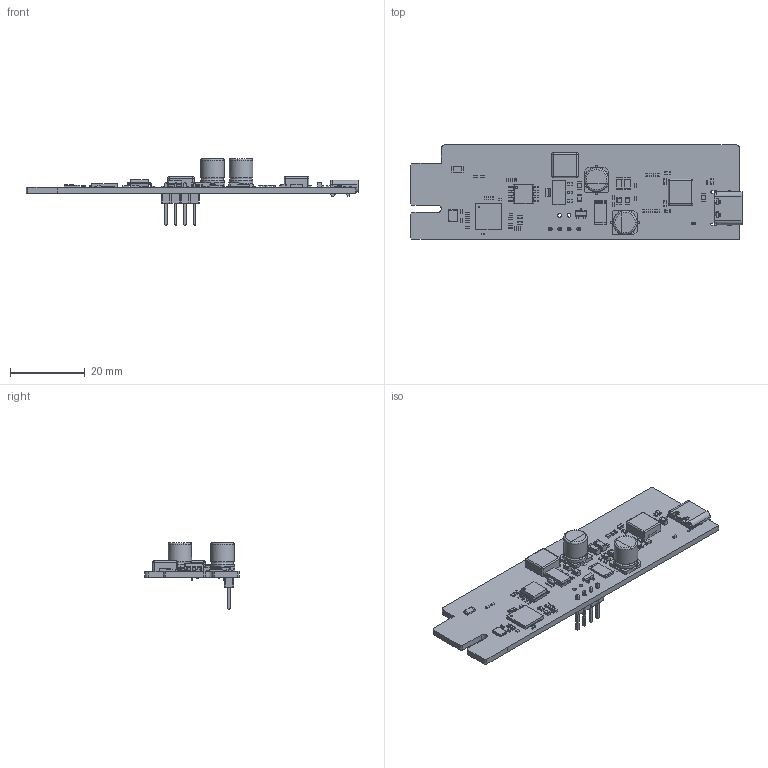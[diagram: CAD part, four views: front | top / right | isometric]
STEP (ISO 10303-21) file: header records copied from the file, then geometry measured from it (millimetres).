
FILE_DESCRIPTION(('KiCad electronic assembly'),'2;1');
FILE_NAME('charger-module.step','2024-07-07T19:25:16',('Pcbnew'),( 'Kicad'),'Open CASCADE STEP processor 7.6','KiCad to STEP converter' ,'Unknown');
FILE_SCHEMA(('AUTOMOTIVE_DESIGN { 1 0 10303 214 1 1 1 1 }'));
Length unit declared in the file: millimetre
Products named in the file (36): charger-module 1; C_0402_1005Metric; USB_C_Receptacle_XKB_U262-16XN-4BVC11; TYPE-C-SMD_U263-163N-4BLS1735; R_0603_1608Metric; C_1206_3216Metric; R_0402_1005Metric; SOT-23; SOT_23; L_Sunlord_MWSA0603S; CQ assembly; CP_Elec_6.3x7.7; CP_Elec_63x77; SOT-223; SOT_223; C_0805_2012Metric; Fuse_1206_3216Metric; QFN-56-1EP_7x7mm_P0.4mm_EP3.2x3.2mm; QFN_56_1EP_7x7mm_P04mm_EP32x32mm; Crystal_SMD_3225-4Pin_3.2x2.5mm; C_0603_1608Metric; R_2512_6332Metric; SOIC-8_5.275x5.275mm_P1.27mm; SOIC_8_5275x5275mm_P127mm; PinHeader_1x04_P2.54mm_Vertical; PinHeader_1x04_P254mm_Vertical; kibot_x69gxqvx_PCB
Assembly tree (82 placements, depth 3):
  charger-module 1
    C_0402_1005Metric  x25
      C_0402_1005Metric
    USB_C_Receptacle_XKB_U262-16XN-4BVC11
      TYPE-C-SMD_U263-163N-4BLS1735
    R_0603_1608Metric  x5
      R_0603_1608Metric
    C_1206_3216Metric  x2
      C_1206_3216Metric
    R_0402_1005Metric  x12
      R_0402_1005Metric
    SOT-23
      SOT_23
    L_Sunlord_MWSA0603S  x2
      CQ assembly
    CP_Elec_6.3x7.7  x2
      CP_Elec_63x77
    SOT-223
      SOT_223
    C_0805_2012Metric  x5
      C_0805_2012Metric
    Fuse_1206_3216Metric
      Fuse_1206_3216Metric
    QFN-56-1EP_7x7mm_P0.4mm_EP3.2x3.2mm
      QFN_56_1EP_7x7mm_P04mm_EP32x32mm
    Crystal_SMD_3225-4Pin_3.2x2.5mm
      Crystal_SMD_3225-4Pin_3.2x2.5mm
    C_0603_1608Metric  x2
      C_0603_1608Metric
    R_2512_6332Metric
      R_2512_6332Metric
    SOIC-8_5.275x5.275mm_P1.27mm
      SOIC_8_5275x5275mm_P127mm
    PinHeader_1x04_P2.54mm_Vertical
      PinHeader_1x04_P254mm_Vertical
    kibot_x69gxqvx_PCB
Bounding box: 89 x 25.3 x 17.95 mm (x, y, z)
Volume: 4622.5 mm3; surface area: 7102 mm2
Topology: 70 solids, 70 shells, 3143 faces, 8263 edges, 5382 vertices
Faces by surface type: plane 2098, cylinder 828, bspline 177, torus 18, sphere 12, revolution 6, cone 4
Full cylindrical faces by diameter (mm): 0.4 x1, 0.6 x1, 0.65 x2, 1 x6, 6.3 x4
Entity records: 67854 total; most frequent: CARTESIAN_POINT 11984, ORIENTED_EDGE 9768, DIRECTION 8677, EDGE_CURVE 4884, LINE 3920, VECTOR 3920, VERTEX_POINT 3165, AXIS2_PLACEMENT_3D 2376
